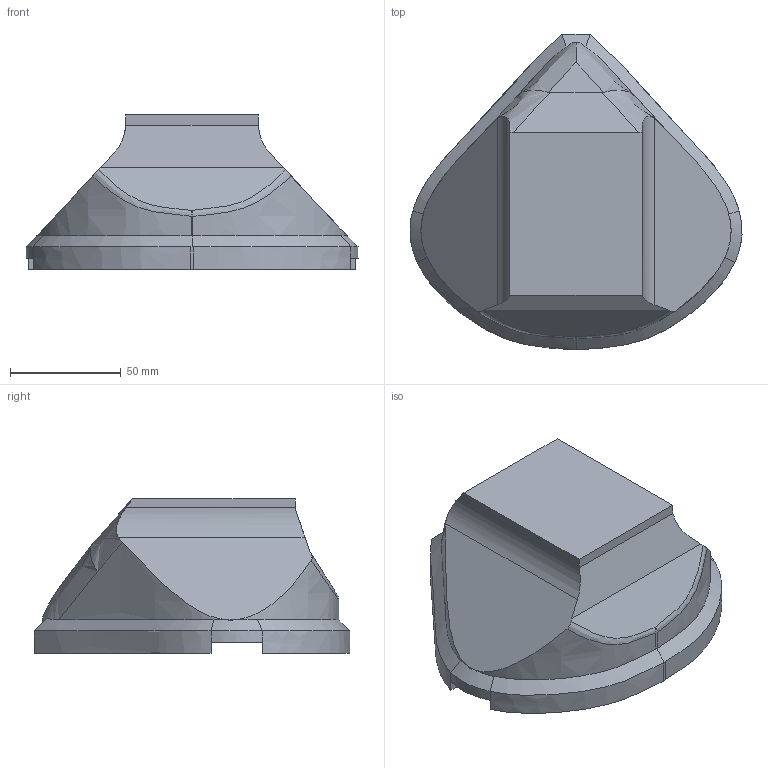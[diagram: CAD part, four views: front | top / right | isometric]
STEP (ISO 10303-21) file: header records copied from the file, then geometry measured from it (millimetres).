
FILE_DESCRIPTION( ( '' ), ' ' );
FILE_NAME( '5e9e12d89275e510ac5a57b1.step', '2020-04-20T21:23:36', ( '' ), ( '' ), ' ', ' ', ' ' );
FILE_SCHEMA( ( 'AUTOMOTIVE_DESIGN { 1 0 10303 214 1 1 1 1 }' ) );
Length unit declared in the file: metre
Products named in the file (1): Mould part 3
Bounding box: 150.02 x 142.55 x 69.68 mm (x, y, z)
Volume: 255655.5 mm3; surface area: 60841.1 mm2
Topology: 1 solids, 1 shells, 112 faces, 294 edges, 187 vertices
Faces by surface type: plane 57, bspline 28, extrusion 22, cylinder 5
Entity records: 14083 total; most frequent: CARTESIAN_POINT 10846, ORIENTED_EDGE 586, EDGE_CURVE 293, DIRECTION 283, B_SPLINE_CURVE_WITH_KNOTS 191, VERTEX_POINT 187, VECTOR 135, EDGE_LOOP 116
